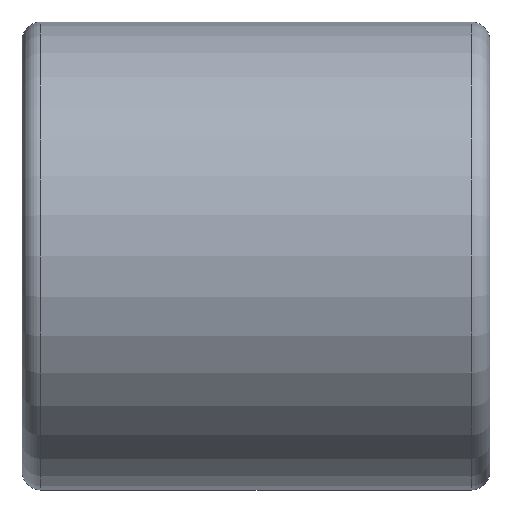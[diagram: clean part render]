
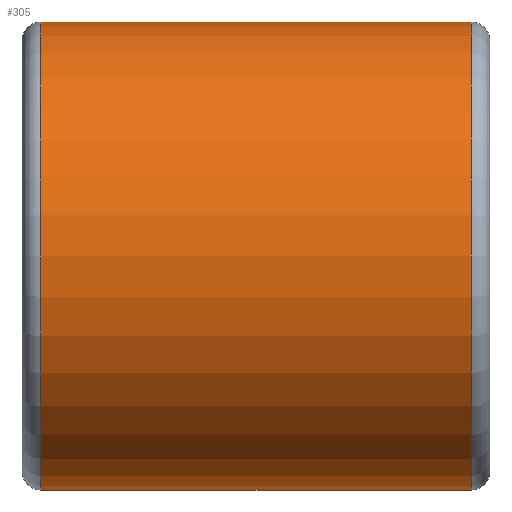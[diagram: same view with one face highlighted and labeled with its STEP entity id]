
A CAD part, left-side view. The second image highlights one B-rep face of the part: STEP entity #305.
In plain terms, the highlighted cylindrical face has radius 12.5 mm (diameter 25 mm), a partial arc.
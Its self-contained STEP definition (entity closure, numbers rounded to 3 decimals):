
#9 = CARTESIAN_POINT ( 'NONE',  ( 0., 33.565, 12.5 ) ) ;
#23 = VERTEX_POINT ( 'NONE', #72 ) ;
#39 = LINE ( 'NONE', #9, #404 ) ;
#53 = DIRECTION ( 'NONE',  ( 0., 0., 1. ) ) ;
#55 = AXIS2_PLACEMENT_3D ( 'NONE', #352, #310, #267 ) ;
#56 = DIRECTION ( 'NONE',  ( 0., 1., 0. ) ) ;
#62 = ORIENTED_EDGE ( 'NONE', *, *, #257, .T. ) ;
#72 = CARTESIAN_POINT ( 'NONE',  ( 0., 11.5, -12.5 ) ) ;
#80 = CARTESIAN_POINT ( 'NONE',  ( 0., -11.5, 12.5 ) ) ;
#92 = DIRECTION ( 'NONE',  ( 0., 1., 0. ) ) ;
#99 = ORIENTED_EDGE ( 'NONE', *, *, #264, .F. ) ;
#101 = DIRECTION ( 'NONE',  ( 0., 1., 0. ) ) ;
#113 = ORIENTED_EDGE ( 'NONE', *, *, #197, .T. ) ;
#141 = CARTESIAN_POINT ( 'NONE',  ( 0., 33.565, -12.5 ) ) ;
#146 = CIRCLE ( 'NONE', #270, 12.5 ) ;
#148 = CIRCLE ( 'NONE', #421, 12.5 ) ;
#153 = CARTESIAN_POINT ( 'NONE',  ( 0., -11.5, 0. ) ) ;
#163 = VERTEX_POINT ( 'NONE', #419 ) ;
#182 = ORIENTED_EDGE ( 'NONE', *, *, #255, .T. ) ;
#191 = LINE ( 'NONE', #141, #320 ) ;
#197 = EDGE_CURVE ( 'NONE', #394, #163, #39, .T. ) ;
#202 = EDGE_LOOP ( 'NONE', ( #99, #62, #113, #182 ) ) ;
#204 = DIRECTION ( 'NONE',  ( 0., 0., -1. ) ) ;
#209 = VERTEX_POINT ( 'NONE', #428 ) ;
#240 = FACE_OUTER_BOUND ( 'NONE', #202, .T. ) ;
#250 = DIRECTION ( 'NONE',  ( 0., -1., 0. ) ) ;
#255 = EDGE_CURVE ( 'NONE', #163, #23, #148, .T. ) ;
#257 = EDGE_CURVE ( 'NONE', #209, #394, #146, .T. ) ;
#264 = EDGE_CURVE ( 'NONE', #209, #23, #191, .T. ) ;
#267 = DIRECTION ( 'NONE',  ( 0., 0., 1. ) ) ;
#270 = AXIS2_PLACEMENT_3D ( 'NONE', #153, #101, #53 ) ;
#274 = CYLINDRICAL_SURFACE ( 'NONE', #55, 12.5 ) ;
#297 = CARTESIAN_POINT ( 'NONE',  ( 0., 11.5, 0. ) ) ;
#305 = ADVANCED_FACE ( 'NONE', ( #240 ), #274, .T. ) ;
#310 = DIRECTION ( 'NONE',  ( 0., 1., 0. ) ) ;
#320 = VECTOR ( 'NONE', #92, 1000. ) ;
#352 = CARTESIAN_POINT ( 'NONE',  ( 0., 33.565, 0. ) ) ;
#394 = VERTEX_POINT ( 'NONE', #80 ) ;
#404 = VECTOR ( 'NONE', #56, 1000. ) ;
#419 = CARTESIAN_POINT ( 'NONE',  ( 0., 11.5, 12.5 ) ) ;
#421 = AXIS2_PLACEMENT_3D ( 'NONE', #297, #250, #204 ) ;
#428 = CARTESIAN_POINT ( 'NONE',  ( 0., -11.5, -12.5 ) ) ;
